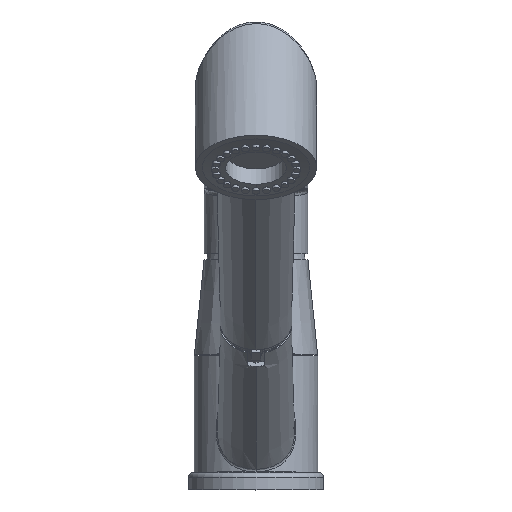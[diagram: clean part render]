
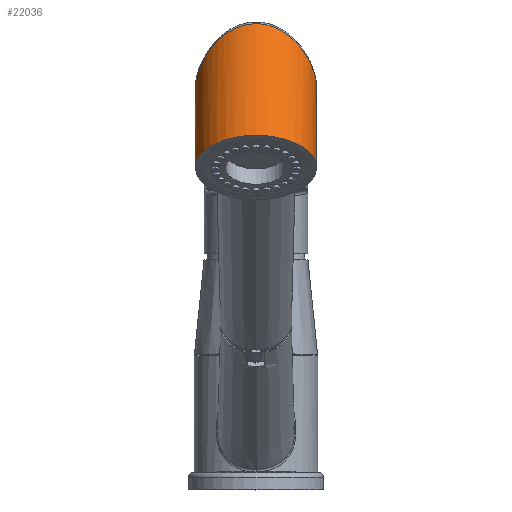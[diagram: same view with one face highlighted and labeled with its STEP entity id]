
A CAD part, top view. The second image highlights one B-rep face of the part: STEP entity #22036.
In plain terms, the highlighted cylindrical face has radius 24.5 mm (diameter 49 mm), a partial arc.
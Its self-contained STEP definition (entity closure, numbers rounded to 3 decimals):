
#16678=CARTESIAN_POINT('',(0.,129.177,
199.172));
#16679=DIRECTION('',(0.,0.849,-0.529));
#16680=DIRECTION('',(-1.,0.,0.));
#16681=AXIS2_PLACEMENT_3D('',#16678,#16679,#16680);
#16693=CARTESIAN_POINT('',(-24.5,162.215,178.594));
#16729=DIRECTION('',(0.,0.849,-0.529));
#16730=VECTOR('',#16729,38.922);
#16731=CARTESIAN_POINT('',(24.5,129.177,199.172));
#16732=LINE('',#16731,#16730);
#16982=CARTESIAN_POINT('',(24.5,162.215,178.594));
#16983=CARTESIAN_POINT('',(24.5,162.368,178.775));
#16984=CARTESIAN_POINT('',(24.493,162.684,179.136));
#16985=CARTESIAN_POINT('',(24.462,163.182,179.67));
#16986=CARTESIAN_POINT('',(24.409,163.707,180.2));
#16987=CARTESIAN_POINT('',(24.333,164.259,180.723));
#16988=CARTESIAN_POINT('',(24.233,164.838,181.241));
#16989=CARTESIAN_POINT('',(24.107,165.449,181.754));
#16990=CARTESIAN_POINT('',(23.953,166.095,182.265));
#16991=CARTESIAN_POINT('',(23.768,166.778,182.775));
#16992=CARTESIAN_POINT('',(23.551,167.497,183.281));
#16993=CARTESIAN_POINT('',(23.298,168.251,183.783));
#16994=CARTESIAN_POINT('',(23.008,169.041,184.279));
#16995=CARTESIAN_POINT('',(22.677,169.867,184.77));
#16996=CARTESIAN_POINT('',(22.305,170.724,185.253));
#16997=CARTESIAN_POINT('',(21.889,171.607,185.726));
#16998=CARTESIAN_POINT('',(21.43,172.51,186.186));
#16999=CARTESIAN_POINT('',(20.93,173.425,186.631));
#17000=CARTESIAN_POINT('',(20.389,174.344,187.058));
#17001=CARTESIAN_POINT('',(19.81,175.259,187.466));
#17002=CARTESIAN_POINT('',(19.197,176.161,187.853));
#17003=CARTESIAN_POINT('',(18.555,177.043,188.218));
#17004=CARTESIAN_POINT('',(17.886,177.898,188.562));
#17005=CARTESIAN_POINT('',(17.195,178.723,188.883));
#17006=CARTESIAN_POINT('',(16.484,179.514,189.182));
#17007=CARTESIAN_POINT('',(15.758,180.267,189.461));
#17008=CARTESIAN_POINT('',(15.019,180.98,189.719));
#17009=CARTESIAN_POINT('',(14.269,181.653,189.957));
#17010=CARTESIAN_POINT('',(13.511,182.286,190.178));
#17011=CARTESIAN_POINT('',(12.747,182.877,190.38));
#17012=CARTESIAN_POINT('',(11.979,183.428,190.566));
#17013=CARTESIAN_POINT('',(11.207,183.939,190.736));
#17014=CARTESIAN_POINT('',(10.432,184.41,190.891));
#17015=CARTESIAN_POINT('',(9.657,184.843,191.032));
#17016=CARTESIAN_POINT('',(8.881,185.238,191.16));
#17017=CARTESIAN_POINT('',(8.104,185.596,191.274));
#17018=CARTESIAN_POINT('',(7.328,185.919,191.377));
#17019=CARTESIAN_POINT('',(6.553,186.206,191.468));
#17020=CARTESIAN_POINT('',(5.779,186.459,191.547));
#17021=CARTESIAN_POINT('',(5.005,186.679,191.616));
#17022=CARTESIAN_POINT('',(4.233,186.866,191.674));
#17023=CARTESIAN_POINT('',(3.461,187.021,191.722));
#17024=CARTESIAN_POINT('',(2.691,187.144,191.76));
#17025=CARTESIAN_POINT('',(1.921,187.236,191.788));
#17026=CARTESIAN_POINT('',(1.152,187.297,191.807));
#17027=CARTESIAN_POINT('',(0.383,187.328,
191.816));
#17028=CARTESIAN_POINT('',(-0.386,187.328,
191.816));
#17029=CARTESIAN_POINT('',(-1.154,187.297,
191.807));
#17030=CARTESIAN_POINT('',(-1.923,187.236,
191.788));
#17031=CARTESIAN_POINT('',(-2.693,187.144,
191.76));
#17032=CARTESIAN_POINT('',(-3.463,187.021,
191.722));
#17033=CARTESIAN_POINT('',(-4.234,186.866,
191.674));
#17034=CARTESIAN_POINT('',(-5.006,186.679,
191.615));
#17035=CARTESIAN_POINT('',(-5.779,186.459,
191.547));
#17036=CARTESIAN_POINT('',(-6.553,186.206,
191.468));
#17037=CARTESIAN_POINT('',(-7.328,185.919,
191.377));
#17038=CARTESIAN_POINT('',(-8.103,185.597,
191.275));
#17039=CARTESIAN_POINT('',(-8.88,185.238,
191.16));
#17040=CARTESIAN_POINT('',(-9.655,184.844,
191.033));
#17041=CARTESIAN_POINT('',(-10.431,184.411,
190.892));
#17042=CARTESIAN_POINT('',(-11.205,183.94,
190.737));
#17043=CARTESIAN_POINT('',(-11.977,183.429,
190.566));
#17044=CARTESIAN_POINT('',(-12.746,182.878,
190.381));
#17045=CARTESIAN_POINT('',(-13.51,182.287,
190.178));
#17046=CARTESIAN_POINT('',(-14.267,181.655,
189.958));
#17047=CARTESIAN_POINT('',(-15.017,180.982,
189.719));
#17048=CARTESIAN_POINT('',(-15.756,180.268,
189.461));
#17049=CARTESIAN_POINT('',(-16.483,179.515,
189.183));
#17050=CARTESIAN_POINT('',(-17.194,178.724,
188.883));
#17051=CARTESIAN_POINT('',(-17.886,177.899,
188.562));
#17052=CARTESIAN_POINT('',(-18.555,177.043,
188.218));
#17053=CARTESIAN_POINT('',(-19.198,176.161,
187.853));
#17054=CARTESIAN_POINT('',(-19.811,175.258,
187.465));
#17055=CARTESIAN_POINT('',(-20.39,174.342,
187.057));
#17056=CARTESIAN_POINT('',(-20.932,173.421,
186.629));
#17057=CARTESIAN_POINT('',(-21.433,172.504,
186.183));
#17058=CARTESIAN_POINT('',(-21.892,171.601,
185.723));
#17059=CARTESIAN_POINT('',(-22.308,170.718,
185.25));
#17060=CARTESIAN_POINT('',(-22.68,169.861,
184.767));
#17061=CARTESIAN_POINT('',(-23.01,169.036,
184.276));
#17062=CARTESIAN_POINT('',(-23.3,168.246,
183.779));
#17063=CARTESIAN_POINT('',(-23.552,167.492,
183.278));
#17064=CARTESIAN_POINT('',(-23.769,166.774,
182.772));
#17065=CARTESIAN_POINT('',(-23.954,166.092,
182.263));
#17066=CARTESIAN_POINT('',(-24.108,165.446,
181.751));
#17067=CARTESIAN_POINT('',(-24.234,164.833,
181.236));
#17068=CARTESIAN_POINT('',(-24.334,164.253,
180.718));
#17069=CARTESIAN_POINT('',(-24.41,163.702,
180.195));
#17070=CARTESIAN_POINT('',(-24.462,163.179,
179.667));
#17071=CARTESIAN_POINT('',(-24.493,162.683,
179.134));
#17072=CARTESIAN_POINT('',(-24.5,162.368,
178.774));
#17073=CARTESIAN_POINT('',(-24.5,162.215,178.594));
#17075=DIRECTION('',(0.,0.849,-0.529));
#17076=VECTOR('',#17075,38.922);
#17077=CARTESIAN_POINT('',(-24.5,129.177,199.172));
#17078=LINE('',#17077,#17076);
#20318=CARTESIAN_POINT('',(24.5,129.177,199.172));
#20319=CARTESIAN_POINT('',(-24.5,129.177,199.172));
#20320=VERTEX_POINT('',#20318);
#20321=VERTEX_POINT('',#20319);
#20530=VERTEX_POINT('',#16693);
#20532=VERTEX_POINT('',#16982);
#22025=CARTESIAN_POINT('',(0.,129.177,
199.172));
#22026=DIRECTION('',(0.,0.849,-0.529));
#22027=DIRECTION('',(1.,0.,0.));
#22028=AXIS2_PLACEMENT_3D('',#22025,#22026,#22027);
#22029=CYLINDRICAL_SURFACE('',#22028,24.5);
#22030=ORIENTED_EDGE('',*,*,#22004,.F.);
#22031=ORIENTED_EDGE('',*,*,#20961,.F.);
#22032=ORIENTED_EDGE('',*,*,#20930,.F.);
#22033=ORIENTED_EDGE('',*,*,#20958,.T.);
#22034=EDGE_LOOP('',(#22030,#22031,#22032,#22033));
#22035=FACE_OUTER_BOUND('',#22034,.F.);
#22036=ADVANCED_FACE('',(#22035),#22029,.T.);
#16682=CIRCLE('',#16681,24.5);
#17074=B_SPLINE_CURVE_WITH_KNOTS('',3,(#16982,#16983,#16984,#16985,#16986,
#16987,#16988,#16989,#16990,#16991,#16992,#16993,#16994,#16995,#16996,#16997,
#16998,#16999,#17000,#17001,#17002,#17003,#17004,#17005,#17006,#17007,#17008,
#17009,#17010,#17011,#17012,#17013,#17014,#17015,#17016,#17017,#17018,#17019,
#17020,#17021,#17022,#17023,#17024,#17025,#17026,#17027,#17028,#17029,#17030,
#17031,#17032,#17033,#17034,#17035,#17036,#17037,#17038,#17039,#17040,#17041,
#17042,#17043,#17044,#17045,#17046,#17047,#17048,#17049,#17050,#17051,#17052,
#17053,#17054,#17055,#17056,#17057,#17058,#17059,#17060,#17061,#17062,#17063,
#17064,#17065,#17066,#17067,#17068,#17069,#17070,#17071,#17072,#17073),
.UNSPECIFIED.,.F.,.F.,(4,1,1,1,1,1,1,1,1,1,1,1,1,1,1,1,1,1,1,1,1,1,1,1,1,1,1,1,
1,1,1,1,1,1,1,1,1,1,1,1,1,1,1,1,1,1,1,1,1,1,1,1,1,1,1,1,1,1,1,1,1,1,1,1,1,1,1,1,
1,1,1,1,1,1,1,1,1,1,1,1,1,1,1,1,1,1,1,1,1,4),(0.,0.011,
0.022,0.034,0.045,0.056,
0.067,0.079,0.09,0.101,
0.112,0.124,0.135,0.146,
0.157,0.169,0.18,0.191,
0.202,0.213,0.225,0.236,
0.247,0.258,0.27,0.281,
0.292,0.303,0.315,0.326,
0.337,0.348,0.36,0.371,
0.382,0.393,0.404,0.416,
0.427,0.438,0.449,0.461,
0.472,0.483,0.494,0.506,
0.517,0.528,0.539,0.551,
0.562,0.573,0.584,0.596,
0.607,0.618,0.629,0.64,
0.652,0.663,0.674,0.685,
0.697,0.708,0.719,0.73,
0.742,0.753,0.764,0.775,
0.787,0.798,0.809,0.82,
0.831,0.843,0.854,0.865,
0.876,0.888,0.899,0.91,
0.921,0.933,0.944,0.955,
0.966,0.978,0.989,1.),.UNSPECIFIED.);
#20930=EDGE_CURVE('',#20321,#20320,#16682,.T.);
#20958=EDGE_CURVE('',#20321,#20530,#17078,.T.);
#20961=EDGE_CURVE('',#20320,#20532,#16732,.T.);
#22004=EDGE_CURVE('',#20532,#20530,#17074,.T.);
